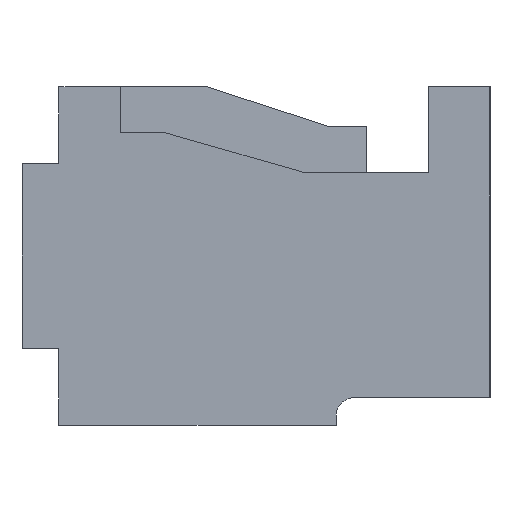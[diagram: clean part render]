
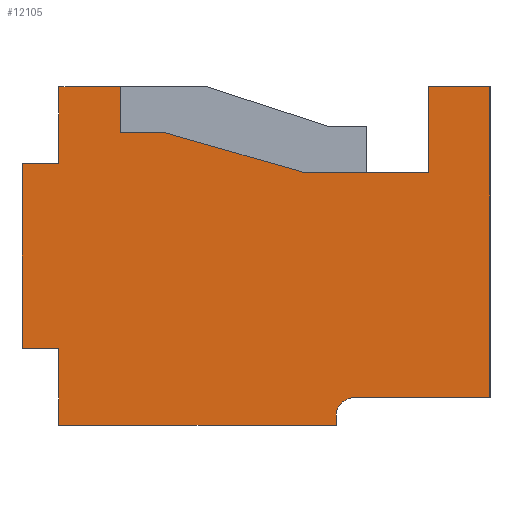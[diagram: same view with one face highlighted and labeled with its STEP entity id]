
A CAD part, left-side view. The second image highlights one B-rep face of the part: STEP entity #12105.
In plain terms, the highlighted planar face has unit normal (-1, 0, 0).
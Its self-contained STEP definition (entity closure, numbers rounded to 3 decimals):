
#13=DIRECTION('',(0.,-1.,0.));
#14=VECTOR('',#13,2.25);
#15=CARTESIAN_POINT('',(-14.2,1.6,-1.375));
#16=LINE('',#15,#14);
#17=DIRECTION('',(0.,0.,1.));
#18=VECTOR('',#17,0.075);
#19=CARTESIAN_POINT('',(-14.2,-0.65,-1.375));
#20=LINE('',#19,#18);
#21=DIRECTION('',(0.,0.,1.));
#22=VECTOR('',#21,0.625);
#23=CARTESIAN_POINT('',(-14.2,1.6,-1.375));
#24=LINE('',#23,#22);
#25=DIRECTION('',(0.,-1.,0.));
#26=VECTOR('',#25,0.3);
#27=CARTESIAN_POINT('',(-14.2,1.9,-0.75));
#28=LINE('',#27,#26);
#29=DIRECTION('',(0.,0.,1.));
#30=VECTOR('',#29,1.5);
#31=CARTESIAN_POINT('',(-14.2,1.9,-0.75));
#32=LINE('',#31,#30);
#33=DIRECTION('',(0.,-1.,0.));
#34=VECTOR('',#33,0.3);
#35=CARTESIAN_POINT('',(-14.2,1.9,0.75));
#36=LINE('',#35,#34);
#37=DIRECTION('',(0.,0.,-1.));
#38=VECTOR('',#37,0.625);
#39=CARTESIAN_POINT('',(-14.2,1.6,1.375));
#40=LINE('',#39,#38);
#41=DIRECTION('',(0.,0.,-1.));
#42=VECTOR('',#41,0.375);
#43=CARTESIAN_POINT('',(-14.2,1.1,1.375));
#44=LINE('',#43,#42);
#45=DIRECTION('',(0.,1.,0.));
#46=VECTOR('',#45,0.367);
#47=CARTESIAN_POINT('',(-14.2,0.733,1.));
#48=LINE('',#47,#46);
#49=DIRECTION('',(0.,0.961,0.276));
#50=VECTOR('',#49,1.179);
#51=CARTESIAN_POINT('',(-14.2,-0.4,0.675));
#52=LINE('',#51,#50);
#53=DIRECTION('',(0.,1.,0.));
#54=VECTOR('',#53,1.);
#55=CARTESIAN_POINT('',(-14.2,-1.4,0.675));
#56=LINE('',#55,#54);
#57=DIRECTION('',(0.,0.,-1.));
#58=VECTOR('',#57,0.7);
#59=CARTESIAN_POINT('',(-14.2,-1.4,1.375));
#60=LINE('',#59,#58);
#61=DIRECTION('',(0.,1.,0.));
#62=VECTOR('',#61,1.1);
#63=CARTESIAN_POINT('',(-14.2,-1.9,-1.15));
#64=LINE('',#63,#62);
#65=CARTESIAN_POINT('',(-14.2,-0.8,-1.3));
#66=DIRECTION('',(1.,0.,0.));
#67=DIRECTION('',(0.,1.,0.));
#68=AXIS2_PLACEMENT_3D('',#65,#66,#67);
#1787=DIRECTION('',(0.,0.,1.));
#1788=VECTOR('',#1787,2.525);
#1789=CARTESIAN_POINT('',(-14.2,-1.9,-1.15));
#1790=LINE('',#1789,#1788);
#1871=DIRECTION('',(0.,-1.,0.));
#1872=VECTOR('',#1871,0.5);
#1873=CARTESIAN_POINT('',(-14.2,1.6,1.375));
#1874=LINE('',#1873,#1872);
#2323=DIRECTION('',(0.,-1.,0.));
#2324=VECTOR('',#2323,0.5);
#2325=CARTESIAN_POINT('',(-14.2,-1.4,1.375));
#2326=LINE('',#2325,#2324);
#9055=CARTESIAN_POINT('',(-14.2,-1.9,1.375));
#9057=VERTEX_POINT('',#9055);
#9059=CARTESIAN_POINT('',(-14.2,1.6,-1.375));
#9061=VERTEX_POINT('',#9059);
#9063=CARTESIAN_POINT('',(-14.2,1.6,1.375));
#9065=VERTEX_POINT('',#9063);
#9067=CARTESIAN_POINT('',(-14.2,1.6,0.75));
#9068=VERTEX_POINT('',#9067);
#9069=CARTESIAN_POINT('',(-14.2,1.9,0.75));
#9070=VERTEX_POINT('',#9069);
#9071=CARTESIAN_POINT('',(-14.2,1.9,-0.75));
#9072=CARTESIAN_POINT('',(-14.2,1.6,-0.75));
#9073=VERTEX_POINT('',#9071);
#9074=VERTEX_POINT('',#9072);
#9153=CARTESIAN_POINT('',(-14.2,-1.4,1.375));
#9154=CARTESIAN_POINT('',(-14.2,-1.4,0.675));
#9155=VERTEX_POINT('',#9153);
#9156=VERTEX_POINT('',#9154);
#9157=CARTESIAN_POINT('',(-14.2,-0.4,0.675));
#9158=VERTEX_POINT('',#9157);
#9159=CARTESIAN_POINT('',(-14.2,0.733,1.));
#9160=VERTEX_POINT('',#9159);
#9161=CARTESIAN_POINT('',(-14.2,1.1,1.));
#9162=VERTEX_POINT('',#9161);
#9163=CARTESIAN_POINT('',(-14.2,1.1,1.375));
#9164=VERTEX_POINT('',#9163);
#11459=CARTESIAN_POINT('',(-14.2,-0.65,-1.375));
#11461=VERTEX_POINT('',#11459);
#11463=CARTESIAN_POINT('',(-14.2,-0.65,-1.3));
#11464=VERTEX_POINT('',#11463);
#11465=CARTESIAN_POINT('',(-14.2,-0.8,-1.15));
#11466=VERTEX_POINT('',#11465);
#11467=CARTESIAN_POINT('',(-14.2,-1.9,-1.15));
#11468=VERTEX_POINT('',#11467);
#12066=CARTESIAN_POINT('',(-14.2,1.9,-1.375));
#12067=DIRECTION('',(-1.,0.,0.));
#12068=DIRECTION('',(0.,-1.,0.));
#12069=AXIS2_PLACEMENT_3D('',#12066,#12067,#12068);
#12070=PLANE('',#12069);
#12071=ORIENTED_EDGE('',*,*,#12057,.F.);
#12072=ORIENTED_EDGE('',*,*,#12046,.F.);
#12074=ORIENTED_EDGE('',*,*,#12073,.T.);
#12076=ORIENTED_EDGE('',*,*,#12075,.F.);
#12078=ORIENTED_EDGE('',*,*,#12077,.T.);
#12080=ORIENTED_EDGE('',*,*,#12079,.T.);
#12082=ORIENTED_EDGE('',*,*,#12081,.F.);
#12084=ORIENTED_EDGE('',*,*,#12083,.T.);
#12086=ORIENTED_EDGE('',*,*,#12085,.T.);
#12088=ORIENTED_EDGE('',*,*,#12087,.F.);
#12090=ORIENTED_EDGE('',*,*,#12089,.F.);
#12092=ORIENTED_EDGE('',*,*,#12091,.F.);
#12094=ORIENTED_EDGE('',*,*,#12093,.F.);
#12096=ORIENTED_EDGE('',*,*,#12095,.T.);
#12098=ORIENTED_EDGE('',*,*,#12097,.F.);
#12100=ORIENTED_EDGE('',*,*,#12099,.T.);
#12102=ORIENTED_EDGE('',*,*,#12101,.F.);
#12103=EDGE_LOOP('',(#12071,#12072,#12074,#12076,#12078,#12080,#12082,#12084,
#12086,#12088,#12090,#12092,#12094,#12096,#12098,#12100,#12102));
#12104=FACE_OUTER_BOUND('',#12103,.F.);
#12105=ADVANCED_FACE('',(#12104),#12070,.T.);
#69=CIRCLE('',#68,0.15);
#12046=EDGE_CURVE('',#9061,#11461,#16,.T.);
#12057=EDGE_CURVE('',#11461,#11464,#20,.T.);
#12073=EDGE_CURVE('',#9061,#9074,#24,.T.);
#12075=EDGE_CURVE('',#9073,#9074,#28,.T.);
#12077=EDGE_CURVE('',#9073,#9070,#32,.T.);
#12079=EDGE_CURVE('',#9070,#9068,#36,.T.);
#12081=EDGE_CURVE('',#9065,#9068,#40,.T.);
#12083=EDGE_CURVE('',#9065,#9164,#1874,.T.);
#12085=EDGE_CURVE('',#9164,#9162,#44,.T.);
#12087=EDGE_CURVE('',#9160,#9162,#48,.T.);
#12089=EDGE_CURVE('',#9158,#9160,#52,.T.);
#12091=EDGE_CURVE('',#9156,#9158,#56,.T.);
#12093=EDGE_CURVE('',#9155,#9156,#60,.T.);
#12095=EDGE_CURVE('',#9155,#9057,#2326,.T.);
#12097=EDGE_CURVE('',#11468,#9057,#1790,.T.);
#12099=EDGE_CURVE('',#11468,#11466,#64,.T.);
#12101=EDGE_CURVE('',#11464,#11466,#69,.T.);
